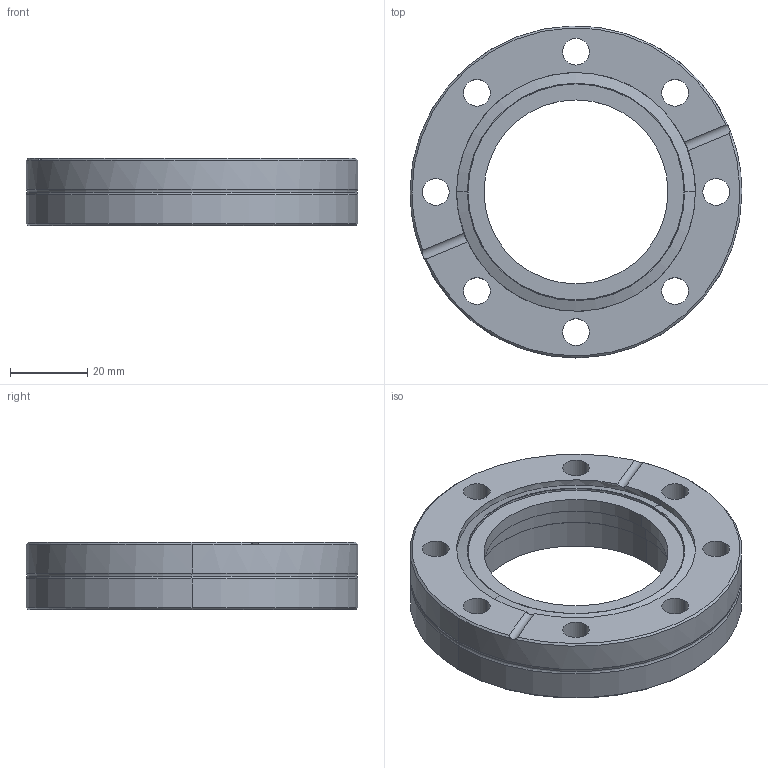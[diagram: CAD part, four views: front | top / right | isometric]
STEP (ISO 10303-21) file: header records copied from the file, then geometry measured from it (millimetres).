
FILE_DESCRIPTION (( 'STEP AP214' ), '1' );
FILE_NAME ('420FAD050-50-T.stp', '2017-06-06T10:07:48', ( '' ), ( '' ), 'SwSTEP 2.0', 'SolidWorks 2015', '' );
FILE_SCHEMA (( 'AUTOMOTIVE_DESIGN' ));
Length unit declared in the file: millimetre
Products named in the file (1): 420FAD050-50-T
Bounding box: 85.7 x 85.7 x 17.3 mm (x, y, z)
Volume: 58568.4 mm3; surface area: 18209.4 mm2
Topology: 1 solids, 2 shells, 58 faces, 140 edges, 87 vertices
Faces by surface type: cylinder 32, cone 11, torus 8, plane 7
Entity records: 2475 total; most frequent: CARTESIAN_POINT 346, DIRECTION 339, ORIENTED_EDGE 280, AXIS2_PLACEMENT_3D 148, EDGE_CURVE 140, CIRCLE 89, VERTEX_POINT 87, EDGE_LOOP 79
